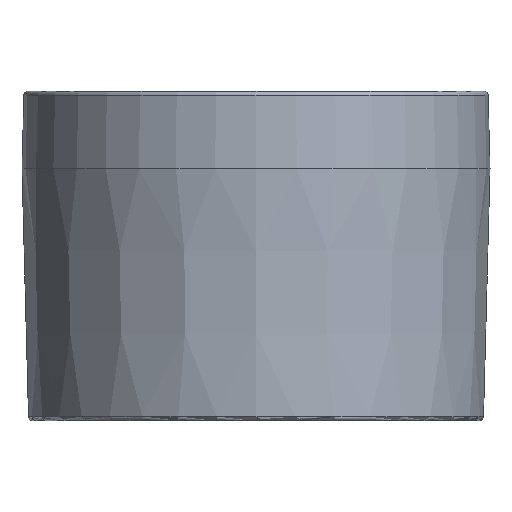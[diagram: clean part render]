
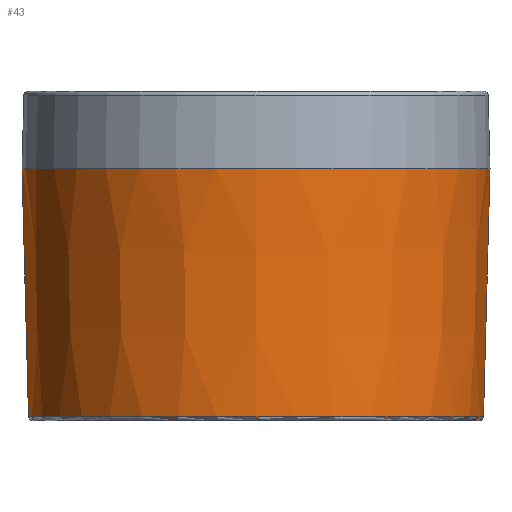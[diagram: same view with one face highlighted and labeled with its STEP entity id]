
A CAD part, front view. The second image highlights one B-rep face of the part: STEP entity #43.
In plain terms, the highlighted conical face has half-angle 1.5 degrees and reference radius 28.892 mm.
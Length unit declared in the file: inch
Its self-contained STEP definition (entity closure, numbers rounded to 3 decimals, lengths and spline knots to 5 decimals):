
#43 = ADVANCED_FACE ( 'NONE', ( #454 ), #457, .T. ) ;
#454 = FACE_OUTER_BOUND ( 'NONE', #4508, .T. ) ;
#457 = CONICAL_SURFACE ( 'NONE', #6426, 1.1375, 0.026 ) ;
#1215 = EDGE_CURVE ( 'NONE', #5562, #5563, #3914, .T. ) ;
#1260 = EDGE_CURVE ( 'NONE', #5489, #5562, #3962, .T. ) ;
#1261 = EDGE_CURVE ( 'NONE', #5491, #5563, #3964, .T. ) ;
#1274 = EDGE_CURVE ( 'NONE', #5491, #5489, #3977, .T. ) ;
#2521 = CARTESIAN_POINT ( 'NONE',  ( 0., 0., 0. ) ) ;
#2531 = DIRECTION ( 'NONE',  ( 0., 0., -1. ) ) ;
#2532 = DIRECTION ( 'NONE',  ( -1., 0., 0. ) ) ;
#2654 = CARTESIAN_POINT ( 'NONE',  ( 1.1375, 0., 0. ) ) ;
#2661 = DIRECTION ( 'NONE',  ( 0.026, 0., 1. ) ) ;
#2662 = CARTESIAN_POINT ( 'NONE',  ( -1.1375, 0., 0. ) ) ;
#2663 = DIRECTION ( 'NONE',  ( -0.026, 0., 1. ) ) ;
#2687 = CARTESIAN_POINT ( 'NONE',  ( 0., 0., -1.20552 ) ) ;
#2701 = DIRECTION ( 'NONE',  ( 0., 0., 1. ) ) ;
#2702 = DIRECTION ( 'NONE',  ( 1., 0., 0. ) ) ;
#3351 = AXIS2_PLACEMENT_3D ( 'NONE', #2687, #2701, #2702 ) ;
#3412 = AXIS2_PLACEMENT_3D ( 'NONE', #2521, #2531, #2532 ) ;
#3753 = ORIENTED_EDGE ( 'NONE', *, *, #1274, .T. ) ;
#3754 = ORIENTED_EDGE ( 'NONE', *, *, #1260, .T. ) ;
#3755 = ORIENTED_EDGE ( 'NONE', *, *, #1215, .T. ) ;
#3756 = ORIENTED_EDGE ( 'NONE', *, *, #1261, .F. ) ;
#3914 = CIRCLE ( 'NONE', #3412, 1.1375 ) ;
#3958 = VECTOR ( 'NONE', #2661, 39.37008 ) ;
#3962 = LINE ( 'NONE', #2654, #3958 ) ;
#3964 = LINE ( 'NONE', #2662, #3965 ) ;
#3965 = VECTOR ( 'NONE', #2663, 39.37008 ) ;
#3977 = CIRCLE ( 'NONE', #3351, 1.10593 ) ;
#4508 = EDGE_LOOP ( 'NONE', ( #3753, #3754, #3755, #3756 ) ) ;
#5489 = VERTEX_POINT ( 'NONE', #9009 ) ;
#5491 = VERTEX_POINT ( 'NONE', #9011 ) ;
#5562 = VERTEX_POINT ( 'NONE', #9082 ) ;
#5563 = VERTEX_POINT ( 'NONE', #9083 ) ;
#6426 = AXIS2_PLACEMENT_3D ( 'NONE', #7180, #7179, #7178 ) ;
#7178 = DIRECTION ( 'NONE',  ( -1., 0., 0. ) ) ;
#7179 = DIRECTION ( 'NONE',  ( 0., 0., 1. ) ) ;
#7180 = CARTESIAN_POINT ( 'NONE',  ( 0., 0., 0. ) ) ;
#9009 = CARTESIAN_POINT ( 'NONE',  ( 1.10593, 0., -1.20552 ) ) ;
#9011 = CARTESIAN_POINT ( 'NONE',  ( -1.10593, 0., -1.20552 ) ) ;
#9082 = CARTESIAN_POINT ( 'NONE',  ( 1.1375, 0., 0. ) ) ;
#9083 = CARTESIAN_POINT ( 'NONE',  ( -1.1375, 0., 0. ) ) ;
